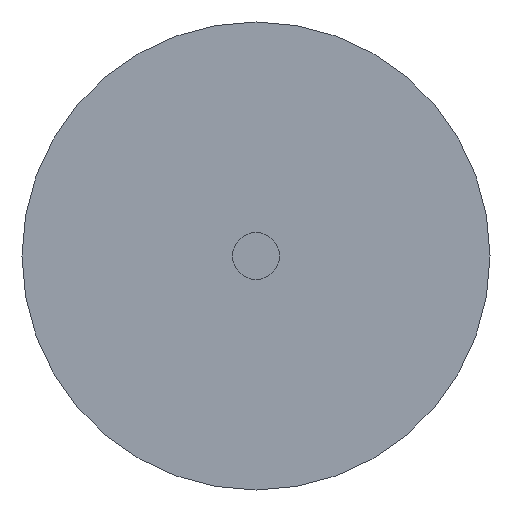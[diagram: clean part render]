
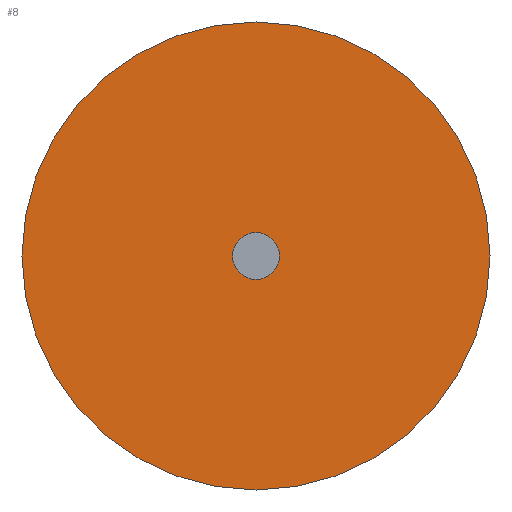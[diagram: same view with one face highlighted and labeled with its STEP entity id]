
A CAD part, front view. The second image highlights one B-rep face of the part: STEP entity #8.
In plain terms, the highlighted planar face has unit normal (0, -1, 0).
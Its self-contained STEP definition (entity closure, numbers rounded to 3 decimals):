
#7 = CARTESIAN_POINT ( 'NONE',  ( 0., 0., 0. ) ) ;
#8 = ADVANCED_FACE ( 'NONE', ( #120, #193 ), #302, .F. ) ;
#14 = EDGE_CURVE ( 'NONE', #205, #138, #40, .T. ) ;
#32 = AXIS2_PLACEMENT_3D ( 'NONE', #7, #101, #306 ) ;
#39 = EDGE_CURVE ( 'NONE', #138, #205, #238, .T. ) ;
#40 = CIRCLE ( 'NONE', #229, 2. ) ;
#42 = DIRECTION ( 'NONE',  ( 0., 0., 1. ) ) ;
#51 = DIRECTION ( 'NONE',  ( 0., 0., -1. ) ) ;
#55 = AXIS2_PLACEMENT_3D ( 'NONE', #232, #76, #51 ) ;
#66 = ORIENTED_EDGE ( 'NONE', *, *, #214, .F. ) ;
#71 = DIRECTION ( 'NONE',  ( 0., 1., 0. ) ) ;
#76 = DIRECTION ( 'NONE',  ( 0., -1., 0. ) ) ;
#91 = ORIENTED_EDGE ( 'NONE', *, *, #240, .F. ) ;
#101 = DIRECTION ( 'NONE',  ( 0., -1., 0. ) ) ;
#102 = EDGE_LOOP ( 'NONE', ( #91, #66 ) ) ;
#120 = FACE_BOUND ( 'NONE', #102, .T. ) ;
#119 = CARTESIAN_POINT ( 'NONE',  ( 0., 0., 0. ) ) ;
#136 = VERTEX_POINT ( 'NONE', #166 ) ;
#138 = VERTEX_POINT ( 'NONE', #152 ) ;
#143 = AXIS2_PLACEMENT_3D ( 'NONE', #247, #249, #42 ) ;
#149 = ORIENTED_EDGE ( 'NONE', *, *, #39, .F. ) ;
#152 = CARTESIAN_POINT ( 'NONE',  ( 0., 0., 2. ) ) ;
#154 = CARTESIAN_POINT ( 'NONE',  ( 0., 0., -2. ) ) ;
#166 = CARTESIAN_POINT ( 'NONE',  ( 0., 0., 0.2 ) ) ;
#176 = CIRCLE ( 'NONE', #55, 0.2 ) ;
#193 = FACE_OUTER_BOUND ( 'NONE', #256, .T. ) ;
#201 = AXIS2_PLACEMENT_3D ( 'NONE', #119, #71, #295 ) ;
#204 = CARTESIAN_POINT ( 'NONE',  ( 0., 0., -0.2 ) ) ;
#205 = VERTEX_POINT ( 'NONE', #154 ) ;
#214 = EDGE_CURVE ( 'NONE', #136, #233, #230, .T. ) ;
#229 = AXIS2_PLACEMENT_3D ( 'NONE', #334, #297, #250 ) ;
#230 = CIRCLE ( 'NONE', #32, 0.2 ) ;
#232 = CARTESIAN_POINT ( 'NONE',  ( 0., 0., 0. ) ) ;
#233 = VERTEX_POINT ( 'NONE', #204 ) ;
#238 = CIRCLE ( 'NONE', #201, 2. ) ;
#240 = EDGE_CURVE ( 'NONE', #233, #136, #176, .T. ) ;
#247 = CARTESIAN_POINT ( 'NONE',  ( 0., 0., 0. ) ) ;
#249 = DIRECTION ( 'NONE',  ( 0., 1., 0. ) ) ;
#250 = DIRECTION ( 'NONE',  ( 0., 0., 1. ) ) ;
#256 = EDGE_LOOP ( 'NONE', ( #276, #149 ) ) ;
#276 = ORIENTED_EDGE ( 'NONE', *, *, #14, .F. ) ;
#295 = DIRECTION ( 'NONE',  ( 0., 0., 1. ) ) ;
#297 = DIRECTION ( 'NONE',  ( 0., 1., 0. ) ) ;
#302 = PLANE ( 'NONE',  #143 ) ;
#306 = DIRECTION ( 'NONE',  ( 0., 0., -1. ) ) ;
#334 = CARTESIAN_POINT ( 'NONE',  ( 0., 0., 0. ) ) ;
